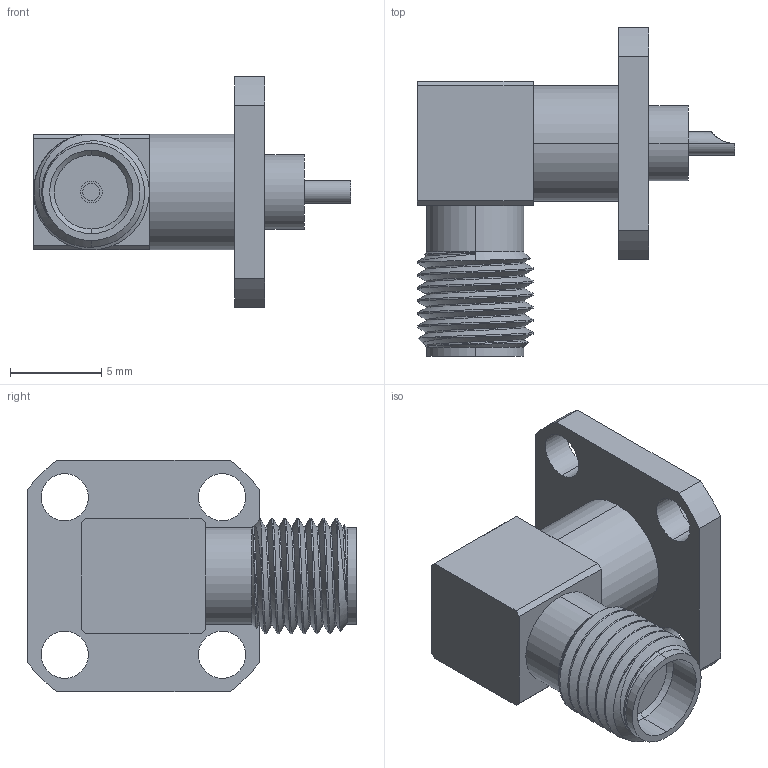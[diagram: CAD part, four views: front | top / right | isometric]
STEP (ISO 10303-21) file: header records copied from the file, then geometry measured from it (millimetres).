
FILE_DESCRIPTION (( 'STEP AP214' ), '1' );
FILE_NAME ('LCCN3132_3D.STEP', '2022-04-29T15:38:02', ( '' ), ( '' ), 'SwSTEP 2.0', 'SolidWorks 2021', '' );
FILE_SCHEMA (( 'AUTOMOTIVE_DESIGN' ));
Length unit declared in the file: inch
Products named in the file (1): LCCN3132_3D
Bounding box: 17.4 x 18.03 x 12.7 mm (x, y, z)
Volume: 848.9 mm3; surface area: 998.3 mm2
Topology: 1 solids, 1 shells, 88 faces, 212 edges, 136 vertices
Faces by surface type: cylinder 50, plane 28, cone 7, bspline 3
Entity records: 3864 total; most frequent: CARTESIAN_POINT 1586, ORIENTED_EDGE 424, DIRECTION 416, EDGE_CURVE 212, AXIS2_PLACEMENT_3D 160, VERTEX_POINT 136, EDGE_LOOP 106, LINE 96
